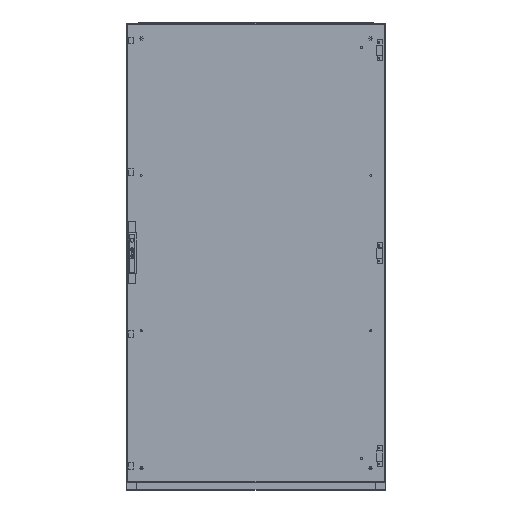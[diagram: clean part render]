
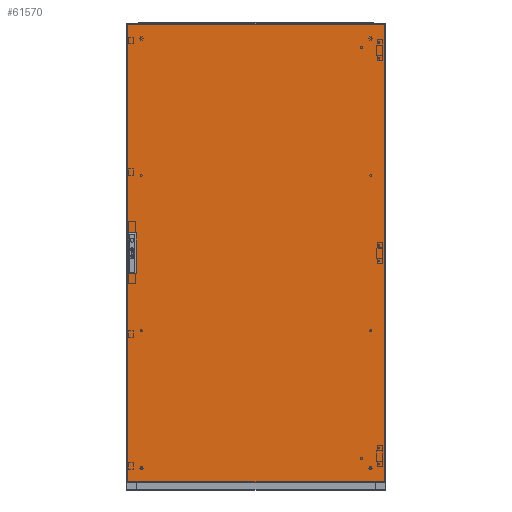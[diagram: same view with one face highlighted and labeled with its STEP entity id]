
A CAD part, top view. The second image highlights one B-rep face of the part: STEP entity #61570.
In plain terms, the highlighted planar face has unit normal (0, 0, 1).
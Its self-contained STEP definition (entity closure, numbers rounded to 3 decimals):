
#570 = ORIENTED_EDGE ( 'NONE', *, *, #104621, .T. ) ;
#3455 = DIRECTION ( 'NONE',  ( 1., 0., 0. ) ) ;
#5407 = DIRECTION ( 'NONE',  ( 0., 1., 0. ) ) ;
#6888 = DIRECTION ( 'NONE',  ( 0., -1., 0. ) ) ;
#7394 = DIRECTION ( 'NONE',  ( 1., 0., 0. ) ) ;
#9875 = VERTEX_POINT ( 'NONE', #83465 ) ;
#13829 = CARTESIAN_POINT ( 'NONE',  ( -497., 883.5, 0. ) ) ;
#14467 = CARTESIAN_POINT ( 'NONE',  ( -497., 883.5, 0. ) ) ;
#20388 = CARTESIAN_POINT ( 'NONE',  ( -497., -883.5, 0. ) ) ;
#21150 = LINE ( 'NONE', #58673, #110234 ) ;
#22519 = DIRECTION ( 'NONE',  ( -1., 0., 0. ) ) ;
#24393 = CARTESIAN_POINT ( 'NONE',  ( -493.4, 78.5, 0. ) ) ;
#24762 = EDGE_CURVE ( 'NONE', #98500, #9875, #97298, .T. ) ;
#28555 = EDGE_LOOP ( 'NONE', ( #39898, #40093, #90973, #105713 ) ) ;
#30860 = VECTOR ( 'NONE', #31264, 1000. ) ;
#31113 = EDGE_CURVE ( 'NONE', #49869, #47359, #86116, .T. ) ;
#31264 = DIRECTION ( 'NONE',  ( 1., 0., 0. ) ) ;
#33959 = LINE ( 'NONE', #13829, #51528 ) ;
#36828 = VERTEX_POINT ( 'NONE', #80849 ) ;
#38718 = EDGE_CURVE ( 'NONE', #36828, #52031, #71119, .T. ) ;
#39471 = EDGE_CURVE ( 'NONE', #9875, #36828, #85647, .T. ) ;
#39898 = ORIENTED_EDGE ( 'NONE', *, *, #53059, .T. ) ;
#40093 = ORIENTED_EDGE ( 'NONE', *, *, #31113, .T. ) ;
#40130 = CARTESIAN_POINT ( 'NONE',  ( 497., 883.5, 0. ) ) ;
#42652 = DIRECTION ( 'NONE',  ( 1., 0., 0. ) ) ;
#46154 = CARTESIAN_POINT ( 'NONE',  ( -497., 883.5, 0. ) ) ;
#47359 = VERTEX_POINT ( 'NONE', #69263 ) ;
#48779 = VERTEX_POINT ( 'NONE', #75340 ) ;
#49869 = VERTEX_POINT ( 'NONE', #75573 ) ;
#51528 = VECTOR ( 'NONE', #22519, 1000. ) ;
#52031 = VERTEX_POINT ( 'NONE', #73239 ) ;
#53059 = EDGE_CURVE ( 'NONE', #82453, #49869, #93460, .T. ) ;
#54671 = EDGE_CURVE ( 'NONE', #48779, #47359, #76777, .T. ) ;
#58673 = CARTESIAN_POINT ( 'NONE',  ( -493.4, 0., 0. ) ) ;
#59646 = PLANE ( 'NONE',  #95733 ) ;
#61570 = ADVANCED_FACE ( 'NONE', ( #105130, #62083 ), #59646, .T. ) ;
#62083 = FACE_OUTER_BOUND ( 'NONE', #92189, .T. ) ;
#63242 = VECTOR ( 'NONE', #103780, 1000. ) ;
#68352 = DIRECTION ( 'NONE',  ( 0., 0., 1. ) ) ;
#69263 = CARTESIAN_POINT ( 'NONE',  ( -463., -78.5, 0. ) ) ;
#71119 = LINE ( 'NONE', #40130, #93964 ) ;
#73239 = CARTESIAN_POINT ( 'NONE',  ( 497., 883.5, 0. ) ) ;
#75340 = CARTESIAN_POINT ( 'NONE',  ( -493.4, -78.5, 0. ) ) ;
#75573 = CARTESIAN_POINT ( 'NONE',  ( -463., 78.5, 0. ) ) ;
#76777 = LINE ( 'NONE', #100166, #30860 ) ;
#80354 = EDGE_CURVE ( 'NONE', #82453, #48779, #21150, .T. ) ;
#80849 = CARTESIAN_POINT ( 'NONE',  ( 497., -883.5, 0. ) ) ;
#82453 = VERTEX_POINT ( 'NONE', #95410 ) ;
#82880 = ORIENTED_EDGE ( 'NONE', *, *, #24762, .T. ) ;
#82956 = VECTOR ( 'NONE', #3455, 1000. ) ;
#83465 = CARTESIAN_POINT ( 'NONE',  ( -497., -883.5, 0. ) ) ;
#85647 = LINE ( 'NONE', #20388, #82956 ) ;
#86116 = LINE ( 'NONE', #103051, #63242 ) ;
#89138 = DIRECTION ( 'NONE',  ( 0., -1., 0. ) ) ;
#89476 = ORIENTED_EDGE ( 'NONE', *, *, #38718, .T. ) ;
#90737 = VECTOR ( 'NONE', #7394, 1000. ) ;
#90973 = ORIENTED_EDGE ( 'NONE', *, *, #54671, .F. ) ;
#91170 = ORIENTED_EDGE ( 'NONE', *, *, #39471, .T. ) ;
#92189 = EDGE_LOOP ( 'NONE', ( #89476, #570, #82880, #91170 ) ) ;
#93460 = LINE ( 'NONE', #24393, #90737 ) ;
#93964 = VECTOR ( 'NONE', #5407, 1000. ) ;
#94249 = CARTESIAN_POINT ( 'NONE',  ( 0., 0., 0. ) ) ;
#94635 = VECTOR ( 'NONE', #89138, 1000. ) ;
#95410 = CARTESIAN_POINT ( 'NONE',  ( -493.4, 78.5, 0. ) ) ;
#95733 = AXIS2_PLACEMENT_3D ( 'NONE', #94249, #68352, #42652 ) ;
#97298 = LINE ( 'NONE', #46154, #94635 ) ;
#98500 = VERTEX_POINT ( 'NONE', #14467 ) ;
#100166 = CARTESIAN_POINT ( 'NONE',  ( -493.4, -78.5, 0. ) ) ;
#103051 = CARTESIAN_POINT ( 'NONE',  ( -463., 0., 0. ) ) ;
#103780 = DIRECTION ( 'NONE',  ( 0., -1., 0. ) ) ;
#104621 = EDGE_CURVE ( 'NONE', #52031, #98500, #33959, .T. ) ;
#105130 = FACE_BOUND ( 'NONE', #28555, .T. ) ;
#105713 = ORIENTED_EDGE ( 'NONE', *, *, #80354, .F. ) ;
#110234 = VECTOR ( 'NONE', #6888, 1000. ) ;
